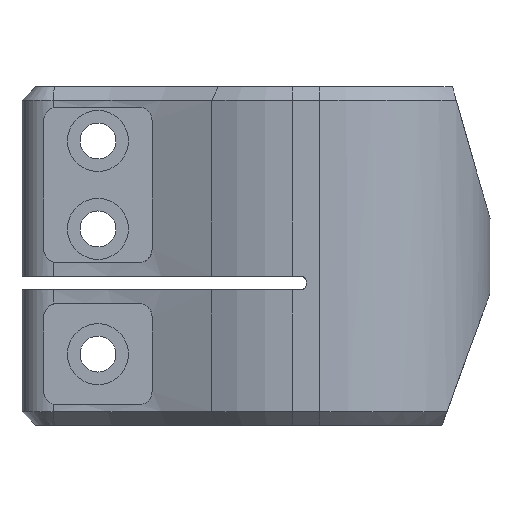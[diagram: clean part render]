
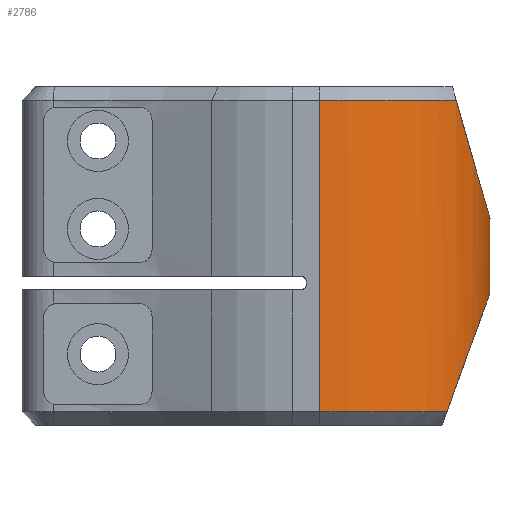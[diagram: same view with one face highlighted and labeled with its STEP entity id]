
A CAD part, front view. The second image highlights one B-rep face of the part: STEP entity #2786.
In plain terms, the highlighted cylindrical face has radius 25.15 mm (diameter 50.3 mm), a partial arc.
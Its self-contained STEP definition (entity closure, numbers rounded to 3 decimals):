
#39 = DIRECTION ( 'NONE',  ( 1., 0., 0. ) ) ;
#134 = CARTESIAN_POINT ( 'NONE',  ( 22.169, 15.024, 48. ) ) ;
#156 = DIRECTION ( 'NONE',  ( 0., 0., 1. ) ) ;
#162 = DIRECTION ( 'NONE',  ( 0., 0., -1. ) ) ;
#238 = VERTEX_POINT ( 'NONE', #1975 ) ;
#284 = ORIENTED_EDGE ( 'NONE', *, *, #1795, .T. ) ;
#285 = CARTESIAN_POINT ( 'NONE',  ( 2., 25.15, 2. ) ) ;
#360 = CARTESIAN_POINT ( 'NONE',  ( 22.169, -15.024, 48. ) ) ;
#395 = CARTESIAN_POINT ( 'NONE',  ( 22.169, -15.024, 48. ) ) ;
#447 = VERTEX_POINT ( 'NONE', #1897 ) ;
#511 = ORIENTED_EDGE ( 'NONE', *, *, #3245, .F. ) ;
#553 = EDGE_CURVE ( 'NONE', #1464, #1106, #3315, .T. ) ;
#575 = ORIENTED_EDGE ( 'NONE', *, *, #859, .T. ) ;
#609 = AXIS2_PLACEMENT_3D ( 'NONE', #2189, #3275, #1053 ) ;
#683 = FACE_OUTER_BOUND ( 'NONE', #2858, .T. ) ;
#707 = AXIS2_PLACEMENT_3D ( 'NONE', #3304, #1906, #887 ) ;
#770 = EDGE_CURVE ( 'NONE', #447, #960, #2555, .T. ) ;
#824 = AXIS2_PLACEMENT_3D ( 'NONE', #2037, #156, #3421 ) ;
#859 = EDGE_CURVE ( 'NONE', #1106, #2686, #1766, .T. ) ;
#882 = CARTESIAN_POINT ( 'NONE',  ( 2., 0., 48. ) ) ;
#887 = DIRECTION ( 'NONE',  ( 1., 0., 0. ) ) ;
#960 = VERTEX_POINT ( 'NONE', #285 ) ;
#980 = AXIS2_PLACEMENT_3D ( 'NONE', #882, #2740, #39 ) ;
#985 = AXIS2_PLACEMENT_3D ( 'NONE', #2910, #1297, #3422 ) ;
#1053 = DIRECTION ( 'NONE',  ( 1., 0., 0. ) ) ;
#1106 = VERTEX_POINT ( 'NONE', #1340 ) ;
#1122 = CARTESIAN_POINT ( 'NONE',  ( 20.778, -16.731, 2. ) ) ;
#1225 = EDGE_CURVE ( 'NONE', #447, #2581, #2494, .T. ) ;
#1226 = DIRECTION ( 'NONE',  ( 0., 0., -1. ) ) ;
#1297 = DIRECTION ( 'NONE',  ( 0., 0., -1. ) ) ;
#1303 = ORIENTED_EDGE ( 'NONE', *, *, #1225, .F. ) ;
#1329 = VECTOR ( 'NONE', #1226, 1000. ) ;
#1340 = CARTESIAN_POINT ( 'NONE',  ( 2., -25.15, 48. ) ) ;
#1464 = VERTEX_POINT ( 'NONE', #360 ) ;
#1465 = CARTESIAN_POINT ( 'NONE',  ( 29.063, 5.77, 23.769 ) ) ;
#1534 = CIRCLE ( 'NONE', #980, 25.15 ) ;
#1621 = EDGE_CURVE ( 'NONE', #1464, #3152, #2979, .T. ) ;
#1766 = LINE ( 'NONE', #1801, #1329 ) ;
#1795 = EDGE_CURVE ( 'NONE', #2686, #2581, #3298, .T. ) ;
#1801 = CARTESIAN_POINT ( 'NONE',  ( 2., -25.15, 50. ) ) ;
#1807 = CARTESIAN_POINT ( 'NONE',  ( 2., 25.15, 50. ) ) ;
#1897 = CARTESIAN_POINT ( 'NONE',  ( 20.778, 16.731, 2. ) ) ;
#1906 = DIRECTION ( 'NONE',  ( 0., 0., 1. ) ) ;
#1975 = CARTESIAN_POINT ( 'NONE',  ( 2., 25.15, 48. ) ) ;
#1980 = ORIENTED_EDGE ( 'NONE', *, *, #1621, .F. ) ;
#2037 = CARTESIAN_POINT ( 'NONE',  ( 2., 0., 2. ) ) ;
#2052 = ORIENTED_EDGE ( 'NONE', *, *, #770, .T. ) ;
#2063 = LINE ( 'NONE', #1807, #3383 ) ;
#2102 = CYLINDRICAL_SURFACE ( 'NONE', #985, 25.15 ) ;
#2104 = EDGE_CURVE ( 'NONE', #238, #3152, #1534, .T. ) ;
#2189 = CARTESIAN_POINT ( 'NONE',  ( 2., 0., 48. ) ) ;
#2481 = ORIENTED_EDGE ( 'NONE', *, *, #2104, .T. ) ;
#2494 =( BOUNDED_CURVE ( )  B_SPLINE_CURVE ( 3, ( #2752, #2700, #3008, #1122 ),
 .UNSPECIFIED., .F., .T. ) 
 B_SPLINE_CURVE_WITH_KNOTS ( ( 4, 4 ),
 ( 2.414, 3.869 ),
 .UNSPECIFIED. ) 
 CURVE ( )  GEOMETRIC_REPRESENTATION_ITEM ( )  RATIONAL_B_SPLINE_CURVE ( ( 1., 0.831, 0.831, 1. ) ) 
 REPRESENTATION_ITEM ( '' )  );
#2555 = CIRCLE ( 'NONE', #824, 25.15 ) ;
#2581 = VERTEX_POINT ( 'NONE', #3239 ) ;
#2686 = VERTEX_POINT ( 'NONE', #3310 ) ;
#2700 = CARTESIAN_POINT ( 'NONE',  ( 29.706, 6.71, 26.529 ) ) ;
#2740 = DIRECTION ( 'NONE',  ( 0., 0., -1. ) ) ;
#2752 = CARTESIAN_POINT ( 'NONE',  ( 20.778, 16.731, 2. ) ) ;
#2786 = ADVANCED_FACE ( 'NONE', ( #683 ), #2102, .T. ) ;
#2855 = CARTESIAN_POINT ( 'NONE',  ( 22.169, 15.024, 48. ) ) ;
#2858 = EDGE_LOOP ( 'NONE', ( #1303, #2052, #511, #2481, #1980, #3287, #575, #284 ) ) ;
#2910 = CARTESIAN_POINT ( 'NONE',  ( 2., 0., 50. ) ) ;
#2979 =( BOUNDED_CURVE ( )  B_SPLINE_CURVE ( 3, ( #395, #3106, #1465, #134 ),
 .UNSPECIFIED., .F., .F. ) 
 B_SPLINE_CURVE_WITH_KNOTS ( ( 4, 4 ),
 ( 5.643, 6.923 ),
 .UNSPECIFIED. ) 
 CURVE ( )  GEOMETRIC_REPRESENTATION_ITEM ( )  RATIONAL_B_SPLINE_CURVE ( ( 1., 0.868, 0.868, 1. ) ) 
 REPRESENTATION_ITEM ( '' )  );
#3008 = CARTESIAN_POINT ( 'NONE',  ( 29.706, -6.71, 26.529 ) ) ;
#3106 = CARTESIAN_POINT ( 'NONE',  ( 29.063, -5.77, 23.769 ) ) ;
#3152 = VERTEX_POINT ( 'NONE', #2855 ) ;
#3239 = CARTESIAN_POINT ( 'NONE',  ( 20.778, -16.731, 2. ) ) ;
#3245 = EDGE_CURVE ( 'NONE', #238, #960, #2063, .T. ) ;
#3275 = DIRECTION ( 'NONE',  ( 0., 0., -1. ) ) ;
#3287 = ORIENTED_EDGE ( 'NONE', *, *, #553, .T. ) ;
#3298 = CIRCLE ( 'NONE', #707, 25.15 ) ;
#3304 = CARTESIAN_POINT ( 'NONE',  ( 2., 0., 2. ) ) ;
#3310 = CARTESIAN_POINT ( 'NONE',  ( 2., -25.15, 2. ) ) ;
#3315 = CIRCLE ( 'NONE', #609, 25.15 ) ;
#3383 = VECTOR ( 'NONE', #162, 1000. ) ;
#3421 = DIRECTION ( 'NONE',  ( 1., 0., 0. ) ) ;
#3422 = DIRECTION ( 'NONE',  ( -1., 0., 0. ) ) ;
